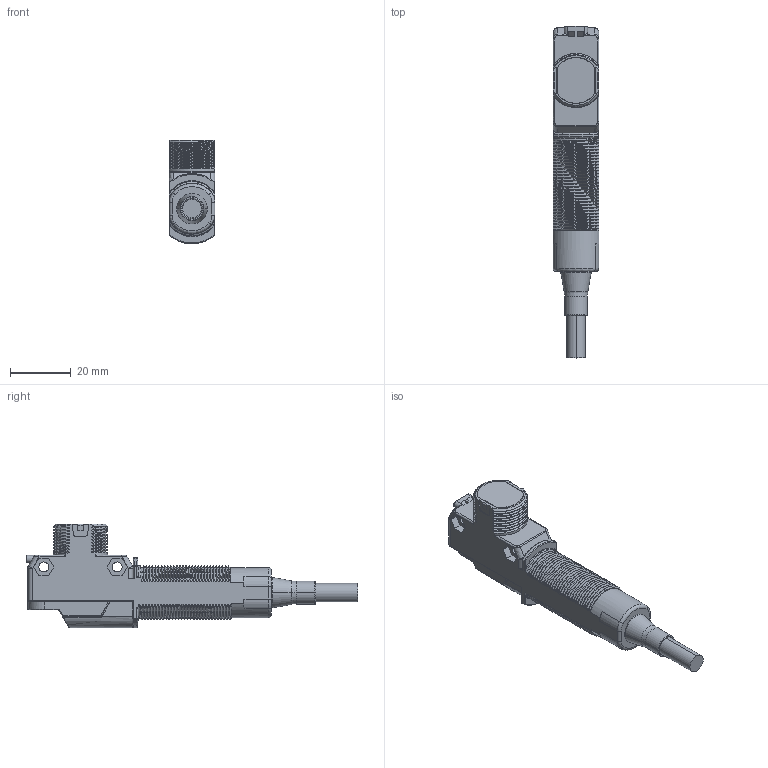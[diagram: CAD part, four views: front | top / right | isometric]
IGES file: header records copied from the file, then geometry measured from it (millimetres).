
Start section:  PTC IGES file: 137347.igs
Global section: file name: 137347.igs; native system: Pro/ENGINEER by Parametric Technology Corporation; preprocessor: 2006170; author: banengservice; organization: Unknown; date: 20080516.075743; units: inch
Bounding box: 15 x 108.91 x 33.95 mm (x, y, z)
Volume: 10945.6 mm3; surface area: 14750.1 mm2
Topology: 2 solids, 3 shells, 1221 faces, 3127 edges, 1931 vertices
Faces by surface type: bspline 714, revolution 506, extrusion 1
